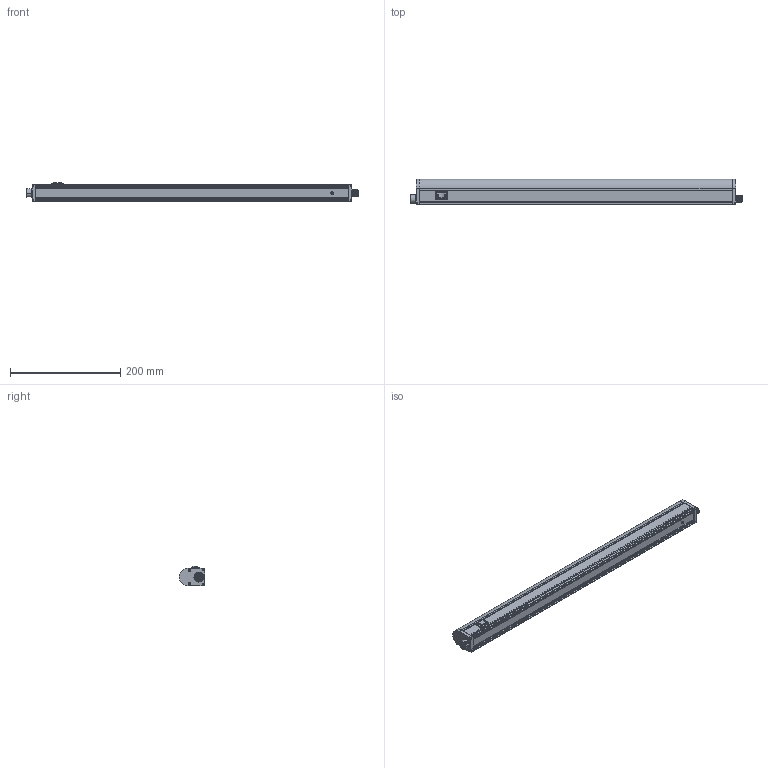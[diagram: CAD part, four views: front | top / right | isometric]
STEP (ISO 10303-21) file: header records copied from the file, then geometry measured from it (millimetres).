
FILE_DESCRIPTION((''),'2;1');
FILE_NAME('175632_ASM','2014-01-09T',('pdmadmin'),(''),'PRO/ENGINEER BY PARAMETRIC TECHNOLOGY CORPORATION, 2013230','PRO/ENGINEER BY PARAMETRIC TECHNOLOGY CORPORATION, 2013230','');
FILE_SCHEMA(('CONFIG_CONTROL_DESIGN'));
Length unit declared in the file: millimetre
Products named in the file (16): 169950_AF0; 175523_169950_ASM; 169945; 171078; CANAL_MR2-131C__-N__1-10NC; 166960_ASM; 138905; 169956; 170220; 170221_ASM; 169957; 145997_HSG; 306-00249; 307-00176; 145997_ASM; 175632_ASM
Assembly tree (28 placements, depth 3):
  175632_ASM
    175523_169950_ASM
      169950_AF0
    169945
    171078
    166960_ASM
      CANAL_MR2-131C__-N__1-10NC
    138905  x8
    170221_ASM
      169956
      170220  x4
    169957
    145997_ASM
      145997_HSG
      306-00249  x4
      307-00176
Bounding box: 602 x 46 x 36.06 mm (x, y, z)
Volume: 153718.8 mm3; surface area: 236194.1 mm2
Topology: 23 solids, 24 shells, 2133 faces, 5588 edges, 3550 vertices
Faces by surface type: cylinder 844, plane 724, bspline 273, torus 121, cone 117, sphere 46, extrusion 8
Entity records: 48491 total; most frequent: CARTESIAN_POINT 18874, ORIENTED_EDGE 6184, DIRECTION 6115, EDGE_CURVE 3097, AXIS2_PLACEMENT_3D 2208, VERTEX_POINT 1979, VECTOR 1699, LINE 1691
